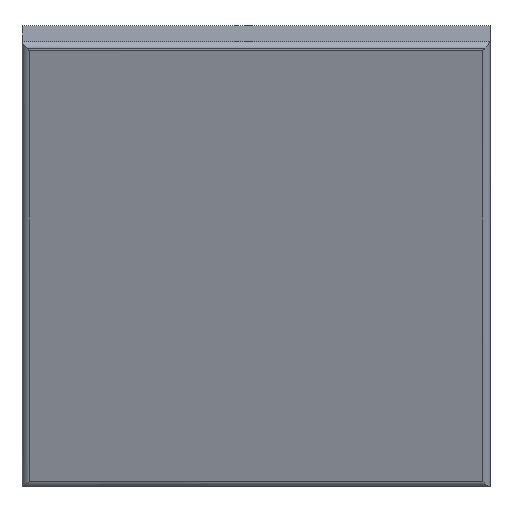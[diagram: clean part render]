
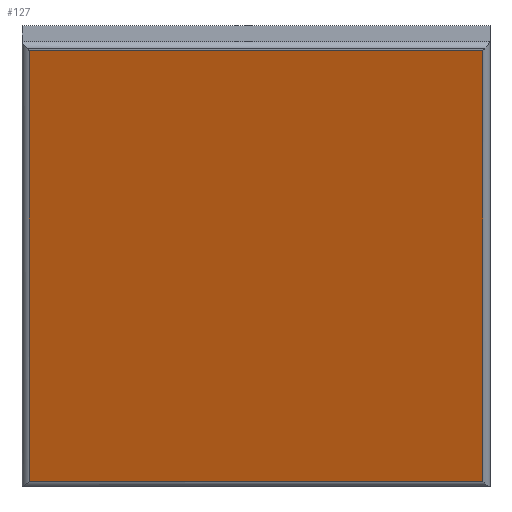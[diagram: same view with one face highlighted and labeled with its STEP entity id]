
A CAD part, top view. The second image highlights one B-rep face of the part: STEP entity #127.
In plain terms, the highlighted planar face has unit normal (0, -0.314, 0.95).
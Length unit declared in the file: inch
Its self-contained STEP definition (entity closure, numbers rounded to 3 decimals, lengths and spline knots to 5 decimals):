
#1 = DIRECTION ( 'NONE',  ( 1., 0., 0. ) ) ;
#10 = VECTOR ( 'NONE', #636, 39.37008 ) ;
#17 = VERTEX_POINT ( 'NONE', #90 ) ;
#36 = LINE ( 'NONE', #249, #10 ) ;
#41 = CARTESIAN_POINT ( 'NONE',  ( 0., 12.6977, -5.6051 ) ) ;
#52 = CARTESIAN_POINT ( 'NONE',  ( 23.21956, 2.91798, -8.83508 ) ) ;
#64 = VECTOR ( 'NONE', #130, 39.37008 ) ;
#70 = EDGE_CURVE ( 'NONE', #656, #472, #542, .T. ) ;
#81 = ORIENTED_EDGE ( 'NONE', *, *, #236, .F. ) ;
#90 = CARTESIAN_POINT ( 'NONE',  ( 23.21956, 5.33868, -8.03559 ) ) ;
#119 = ORIENTED_EDGE ( 'NONE', *, *, #70, .F. ) ;
#121 = CARTESIAN_POINT ( 'NONE',  ( 23.21956, 12.6977, -5.6051 ) ) ;
#125 = VECTOR ( 'NONE', #437, 39.37008 ) ;
#127 = ADVANCED_FACE ( 'NONE', ( #281 ), #396, .T. ) ;
#130 = DIRECTION ( 'NONE',  ( 0., 0.95, 0.314 ) ) ;
#164 = DIRECTION ( 'NONE',  ( 0., -0.314, 0.95 ) ) ;
#228 = DIRECTION ( 'NONE',  ( 0., -0.95, -0.314 ) ) ;
#236 = EDGE_CURVE ( 'NONE', #17, #642, #36, .T. ) ;
#243 = CARTESIAN_POINT ( 'NONE',  ( 15.46956, 5.33868, -8.03559 ) ) ;
#249 = CARTESIAN_POINT ( 'NONE',  ( 0., 5.33868, -8.03559 ) ) ;
#278 = LINE ( 'NONE', #662, #64 ) ;
#281 = FACE_OUTER_BOUND ( 'NONE', #593, .T. ) ;
#396 = PLANE ( 'NONE',  #512 ) ;
#437 = DIRECTION ( 'NONE',  ( 0., -0.95, -0.314 ) ) ;
#438 = EDGE_CURVE ( 'NONE', #472, #17, #583, .T. ) ;
#443 = VECTOR ( 'NONE', #1, 39.37008 ) ;
#472 = VERTEX_POINT ( 'NONE', #121 ) ;
#491 = CARTESIAN_POINT ( 'NONE',  ( 0., 2.91798, -8.83508 ) ) ;
#503 = EDGE_CURVE ( 'NONE', #642, #656, #278, .T. ) ;
#512 = AXIS2_PLACEMENT_3D ( 'NONE', #491, #164, #228 ) ;
#542 = LINE ( 'NONE', #41, #443 ) ;
#561 = ORIENTED_EDGE ( 'NONE', *, *, #438, .F. ) ;
#583 = LINE ( 'NONE', #52, #125 ) ;
#593 = EDGE_LOOP ( 'NONE', ( #561, #119, #606, #81 ) ) ;
#606 = ORIENTED_EDGE ( 'NONE', *, *, #503, .F. ) ;
#636 = DIRECTION ( 'NONE',  ( -1., 0., 0. ) ) ;
#642 = VERTEX_POINT ( 'NONE', #243 ) ;
#656 = VERTEX_POINT ( 'NONE', #685 ) ;
#662 = CARTESIAN_POINT ( 'NONE',  ( 15.46956, 2.91798, -8.83508 ) ) ;
#685 = CARTESIAN_POINT ( 'NONE',  ( 15.46956, 12.6977, -5.6051 ) ) ;
